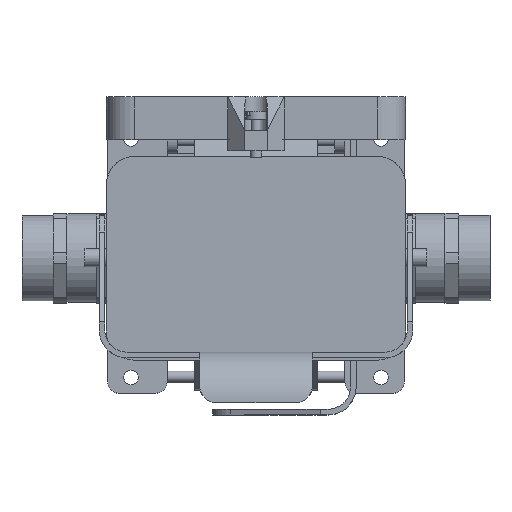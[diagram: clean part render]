
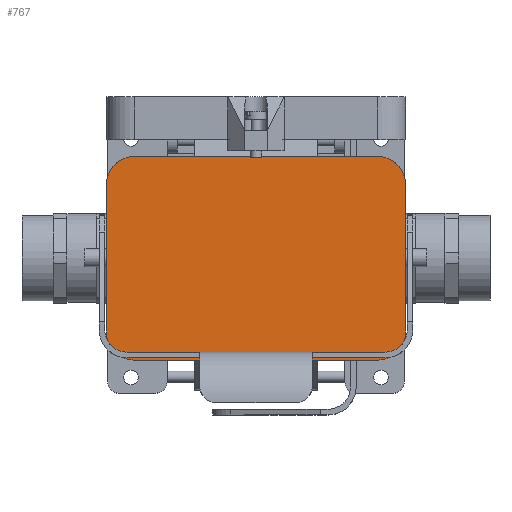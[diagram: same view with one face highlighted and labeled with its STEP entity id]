
A CAD part, top view. The second image highlights one B-rep face of the part: STEP entity #767.
In plain terms, the highlighted planar face has unit normal (0, 0, 1).
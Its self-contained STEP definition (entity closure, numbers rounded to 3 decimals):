
#767 = ADVANCED_FACE( '', ( #1689 ), #1690, .T. );
#1689 = FACE_OUTER_BOUND( '', #2774, .T. );
#1690 = PLANE( '', #2775 );
#2774 = EDGE_LOOP( '', ( #4940, #4941, #4942, #4943, #4944, #4945, #4946, #4947, #4948, #4949, #4950, #4951, #4952, #4953 ) );
#2775 = AXIS2_PLACEMENT_3D( '', #4954, #4955, #4956 );
#4940 = ORIENTED_EDGE( '', *, *, #6698, .F. );
#4941 = ORIENTED_EDGE( '', *, *, #7060, .T. );
#4942 = ORIENTED_EDGE( '', *, *, #7040, .T. );
#4943 = ORIENTED_EDGE( '', *, *, #7061, .F. );
#4944 = ORIENTED_EDGE( '', *, *, #7062, .F. );
#4945 = ORIENTED_EDGE( '', *, *, #6495, .F. );
#4946 = ORIENTED_EDGE( '', *, *, #6850, .T. );
#4947 = ORIENTED_EDGE( '', *, *, #7063, .T. );
#4948 = ORIENTED_EDGE( '', *, *, #7064, .F. );
#4949 = ORIENTED_EDGE( '', *, *, #7034, .T. );
#4950 = ORIENTED_EDGE( '', *, *, #7065, .T. );
#4951 = ORIENTED_EDGE( '', *, *, #6483, .T. );
#4952 = ORIENTED_EDGE( '', *, *, #7066, .F. );
#4953 = ORIENTED_EDGE( '', *, *, #7067, .F. );
#4954 = CARTESIAN_POINT( '', ( -54., 32.75, 19. ) );
#4955 = DIRECTION( '', ( 0., 0., 1. ) );
#4956 = DIRECTION( '', ( 1., 0., 0. ) );
#6483 = EDGE_CURVE( '', #7860, #7858, #7861, .T. );
#6495 = EDGE_CURVE( '', #7878, #7881, #7882, .T. );
#6698 = EDGE_CURVE( '', #7845, #7977, #8217, .T. );
#6850 = EDGE_CURVE( '', #7878, #8437, #8439, .T. );
#7034 = EDGE_CURVE( '', #8592, #8689, #8691, .T. );
#7040 = EDGE_CURVE( '', #8698, #8696, #8699, .T. );
#7060 = EDGE_CURVE( '', #7845, #8698, #8725, .T. );
#7061 = EDGE_CURVE( '', #8726, #8696, #8727, .T. );
#7062 = EDGE_CURVE( '', #7881, #8726, #8728, .T. );
#7063 = EDGE_CURVE( '', #8437, #8729, #8730, .F. );
#7064 = EDGE_CURVE( '', #8592, #8729, #8731, .T. );
#7065 = EDGE_CURVE( '', #8689, #7860, #8732, .T. );
#7066 = EDGE_CURVE( '', #8733, #7858, #8734, .T. );
#7067 = EDGE_CURVE( '', #7977, #8733, #8735, .T. );
#7845 = VERTEX_POINT( '', #9849 );
#7858 = VERTEX_POINT( '', #9866 );
#7860 = VERTEX_POINT( '', #9869 );
#7861 = LINE( '', #9870, #9871 );
#7878 = VERTEX_POINT( '', #9893 );
#7881 = VERTEX_POINT( '', #9897 );
#7882 = LINE( '', #9898, #9899 );
#7977 = VERTEX_POINT( '', #10022 );
#8217 = LINE( '', #10365, #10366 );
#8437 = VERTEX_POINT( '', #10687 );
#8439 = LINE( '', #10689, #10690 );
#8592 = VERTEX_POINT( '', #10953 );
#8689 = VERTEX_POINT( '', #11085 );
#8691 = LINE( '', #11088, #11089 );
#8696 = VERTEX_POINT( '', #11094 );
#8698 = VERTEX_POINT( '', #11097 );
#8699 = CIRCLE( '', #11098, 12.5 );
#8725 = LINE( '', #11133, #11134 );
#8726 = VERTEX_POINT( '', #11135 );
#8727 = LINE( '', #11136, #11137 );
#8728 = CIRCLE( '', #11138, 12.5 );
#8729 = VERTEX_POINT( '', #11139 );
#8730 = CIRCLE( '', #11140, 5. );
#8731 = LINE( '', #11141, #11142 );
#8732 = CIRCLE( '', #11143, 12.5 );
#8733 = VERTEX_POINT( '', #11144 );
#8734 = CIRCLE( '', #11145, 12.5 );
#8735 = LINE( '', #11146, #11147 );
#9849 = CARTESIAN_POINT( '', ( 27.25, -45.25, 19. ) );
#9866 = CARTESIAN_POINT( '', ( -66.5, -32.75, 19. ) );
#9869 = CARTESIAN_POINT( '', ( -66.5, 32.75, 19. ) );
#9870 = CARTESIAN_POINT( '', ( -66.5, 32.75, 19. ) );
#9871 = VECTOR( '', #12020, 1000. );
#9893 = CARTESIAN_POINT( '', ( 12.5, 45.25, 19. ) );
#9897 = CARTESIAN_POINT( '', ( 54., 45.25, 19. ) );
#9898 = CARTESIAN_POINT( '', ( 0., 45.25, 19. ) );
#9899 = VECTOR( '', #12033, 1000. );
#10022 = CARTESIAN_POINT( '', ( -27.25, -45.25, 19. ) );
#10365 = CARTESIAN_POINT( '', ( 0., -45.25, 19. ) );
#10366 = VECTOR( '', #12297, 1000. );
#10687 = CARTESIAN_POINT( '', ( 4.33, 45.25, 19. ) );
#10689 = CARTESIAN_POINT( '', ( 132.126, 45.25, 19. ) );
#10690 = VECTOR( '', #12460, 1000. );
#10953 = CARTESIAN_POINT( '', ( -12.5, 45.25, 19. ) );
#11085 = CARTESIAN_POINT( '', ( -54., 45.25, 19. ) );
#11088 = CARTESIAN_POINT( '', ( 0., 45.25, 19. ) );
#11089 = VECTOR( '', #12688, 1000. );
#11094 = CARTESIAN_POINT( '', ( 66.5, -32.75, 19. ) );
#11097 = CARTESIAN_POINT( '', ( 54., -45.25, 19. ) );
#11098 = AXIS2_PLACEMENT_3D( '', #12693, #12694, #12695 );
#11133 = CARTESIAN_POINT( '', ( 0., -45.25, 19. ) );
#11134 = VECTOR( '', #12714, 1000. );
#11135 = CARTESIAN_POINT( '', ( 66.5, 32.75, 19. ) );
#11136 = CARTESIAN_POINT( '', ( 66.5, 32.75, 19. ) );
#11137 = VECTOR( '', #12715, 1000. );
#11138 = AXIS2_PLACEMENT_3D( '', #12716, #12717, #12718 );
#11139 = CARTESIAN_POINT( '', ( -4.33, 45.25, 19. ) );
#11140 = AXIS2_PLACEMENT_3D( '', #12719, #12720, #12721 );
#11141 = CARTESIAN_POINT( '', ( -132.126, 45.25, 19. ) );
#11142 = VECTOR( '', #12722, 1000. );
#11143 = AXIS2_PLACEMENT_3D( '', #12723, #12724, #12725 );
#11144 = CARTESIAN_POINT( '', ( -54., -45.25, 19. ) );
#11145 = AXIS2_PLACEMENT_3D( '', #12726, #12727, #12728 );
#11146 = CARTESIAN_POINT( '', ( 0., -45.25, 19. ) );
#11147 = VECTOR( '', #12729, 1000. );
#12020 = DIRECTION( '', ( 0., -1., 0. ) );
#12033 = DIRECTION( '', ( 1., 0., 0. ) );
#12297 = DIRECTION( '', ( -1., 0., 0. ) );
#12460 = DIRECTION( '', ( -1., 0., 0. ) );
#12688 = DIRECTION( '', ( -1., 0., 0. ) );
#12693 = CARTESIAN_POINT( '', ( 54., -32.75, 19. ) );
#12694 = DIRECTION( '', ( 0., 0., 1. ) );
#12695 = DIRECTION( '', ( -1., 0., 0. ) );
#12714 = DIRECTION( '', ( 1., 0., 0. ) );
#12715 = DIRECTION( '', ( 0., -1., 0. ) );
#12716 = CARTESIAN_POINT( '', ( 54., 32.75, 19. ) );
#12717 = DIRECTION( '', ( 0., 0., -1. ) );
#12718 = DIRECTION( '', ( -1., 0., 0. ) );
#12719 = CARTESIAN_POINT( '', ( 0., 47.75, 19. ) );
#12720 = DIRECTION( '', ( 0., 0., 1. ) );
#12721 = DIRECTION( '', ( 1., 0., 0. ) );
#12722 = DIRECTION( '', ( 1., 0., 0. ) );
#12723 = CARTESIAN_POINT( '', ( -54., 32.75, 19. ) );
#12724 = DIRECTION( '', ( 0., 0., 1. ) );
#12725 = DIRECTION( '', ( 1., 0., 0. ) );
#12726 = CARTESIAN_POINT( '', ( -54., -32.75, 19. ) );
#12727 = DIRECTION( '', ( 0., 0., -1. ) );
#12728 = DIRECTION( '', ( 1., 0., 0. ) );
#12729 = DIRECTION( '', ( -1., 0., 0. ) );
